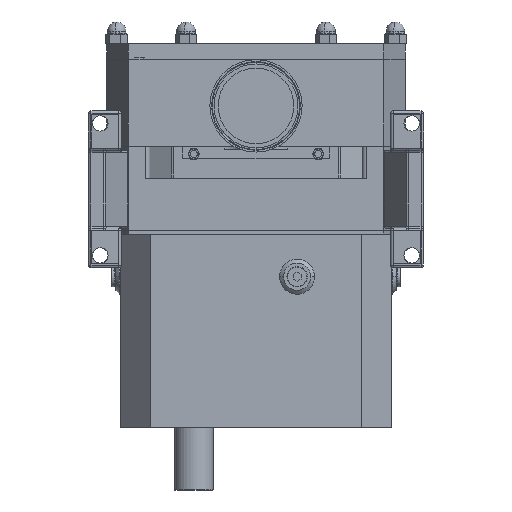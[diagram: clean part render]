
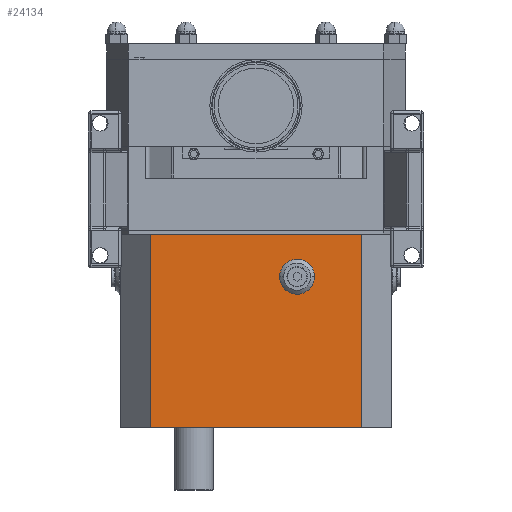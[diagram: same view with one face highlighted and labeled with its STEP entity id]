
A CAD part, front view. The second image highlights one B-rep face of the part: STEP entity #24134.
In plain terms, the highlighted face is planar.
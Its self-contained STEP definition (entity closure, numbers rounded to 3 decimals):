
#90 = VECTOR ( 'NONE', #10833, 1000. ) ;
#176 = EDGE_CURVE ( 'NONE', #5592, #31398, #18449, .T. ) ;
#1392 = CARTESIAN_POINT ( 'NONE',  ( 105., 53., -168. ) ) ;
#1702 = AXIS2_PLACEMENT_3D ( 'NONE', #1392, #11912, #35698 ) ;
#1751 = DIRECTION ( 'NONE',  ( -1., 0., 0. ) ) ;
#1801 = VECTOR ( 'NONE', #39277, 1000. ) ;
#3933 = ORIENTED_EDGE ( 'NONE', *, *, #31497, .F. ) ;
#4355 = LINE ( 'NONE', #4566, #90 ) ;
#4566 = CARTESIAN_POINT ( 'NONE',  ( 105., 135.769, -362. ) ) ;
#4773 = CARTESIAN_POINT ( 'NONE',  ( 105., 135.769, -113. ) ) ;
#5592 = VERTEX_POINT ( 'NONE', #4773 ) ;
#7271 = DIRECTION ( 'NONE',  ( 0., 0., 1. ) ) ;
#7896 = LINE ( 'NONE', #31464, #22177 ) ;
#8420 = DIRECTION ( 'NONE',  ( 0., 0., 1. ) ) ;
#9145 = AXIS2_PLACEMENT_3D ( 'NONE', #25477, #17905, #8420 ) ;
#9722 = LINE ( 'NONE', #38009, #9835 ) ;
#9835 = VECTOR ( 'NONE', #7271, 1000. ) ;
#10833 = DIRECTION ( 'NONE',  ( 0., -1., 0. ) ) ;
#11137 = CARTESIAN_POINT ( 'NONE',  ( 105., -135.769, -113. ) ) ;
#11601 = VERTEX_POINT ( 'NONE', #34454 ) ;
#11908 = EDGE_LOOP ( 'NONE', ( #36889, #34623, #26692, #31928 ) ) ;
#11912 = DIRECTION ( 'NONE',  ( 1., 0., 0. ) ) ;
#14782 = CARTESIAN_POINT ( 'NONE',  ( 105., 135.769, -362. ) ) ;
#14993 = FACE_OUTER_BOUND ( 'NONE', #11908, .T. ) ;
#17047 = AXIS2_PLACEMENT_3D ( 'NONE', #14782, #1751, #28454 ) ;
#17889 = VERTEX_POINT ( 'NONE', #21276 ) ;
#17905 = DIRECTION ( 'NONE',  ( 1., 0., 0. ) ) ;
#18449 = LINE ( 'NONE', #25593, #1801 ) ;
#21276 = CARTESIAN_POINT ( 'NONE',  ( 105., 135.769, -362. ) ) ;
#22177 = VECTOR ( 'NONE', #32121, 1000. ) ;
#23816 = EDGE_LOOP ( 'NONE', ( #34906, #3933 ) ) ;
#24134 = ADVANCED_FACE ( 'NONE', ( #14993, #31596 ), #28678, .F. ) ;
#24479 = CARTESIAN_POINT ( 'NONE',  ( 105., 53., -145.5 ) ) ;
#24634 = EDGE_CURVE ( 'NONE', #17889, #5592, #9722, .T. ) ;
#25477 = CARTESIAN_POINT ( 'NONE',  ( 105., 53., -168. ) ) ;
#25593 = CARTESIAN_POINT ( 'NONE',  ( 105., 135.769, -113. ) ) ;
#26692 = ORIENTED_EDGE ( 'NONE', *, *, #37116, .F. ) ;
#28454 = DIRECTION ( 'NONE',  ( 0., -1., 0. ) ) ;
#28678 = PLANE ( 'NONE',  #17047 ) ;
#31398 = VERTEX_POINT ( 'NONE', #11137 ) ;
#31464 = CARTESIAN_POINT ( 'NONE',  ( 105., -135.769, -362. ) ) ;
#31497 = EDGE_CURVE ( 'NONE', #11601, #33288, #43557, .T. ) ;
#31596 = FACE_BOUND ( 'NONE', #23816, .T. ) ;
#31928 = ORIENTED_EDGE ( 'NONE', *, *, #24634, .T. ) ;
#32121 = DIRECTION ( 'NONE',  ( 0., 0., 1. ) ) ;
#33048 = EDGE_CURVE ( 'NONE', #36651, #31398, #7896, .T. ) ;
#33288 = VERTEX_POINT ( 'NONE', #24479 ) ;
#34454 = CARTESIAN_POINT ( 'NONE',  ( 105., 53., -190.5 ) ) ;
#34623 = ORIENTED_EDGE ( 'NONE', *, *, #33048, .F. ) ;
#34906 = ORIENTED_EDGE ( 'NONE', *, *, #42202, .F. ) ;
#35698 = DIRECTION ( 'NONE',  ( 0., 0., 1. ) ) ;
#36651 = VERTEX_POINT ( 'NONE', #44145 ) ;
#36889 = ORIENTED_EDGE ( 'NONE', *, *, #176, .T. ) ;
#37116 = EDGE_CURVE ( 'NONE', #17889, #36651, #4355, .T. ) ;
#38009 = CARTESIAN_POINT ( 'NONE',  ( 105., 135.769, -362. ) ) ;
#38253 = CIRCLE ( 'NONE', #1702, 22.5 ) ;
#39277 = DIRECTION ( 'NONE',  ( 0., -1., 0. ) ) ;
#42202 = EDGE_CURVE ( 'NONE', #33288, #11601, #38253, .T. ) ;
#43557 = CIRCLE ( 'NONE', #9145, 22.5 ) ;
#44145 = CARTESIAN_POINT ( 'NONE',  ( 105., -135.769, -362. ) ) ;
